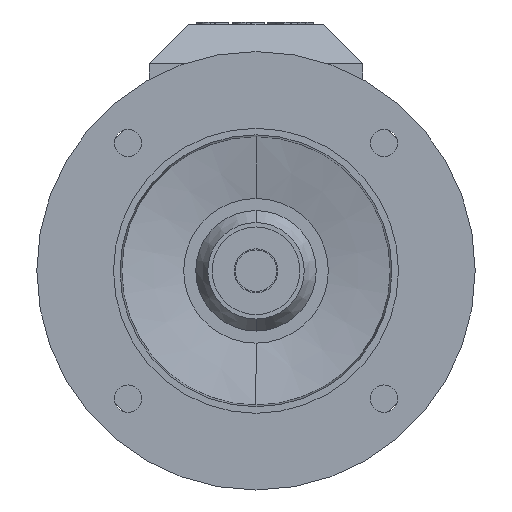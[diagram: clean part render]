
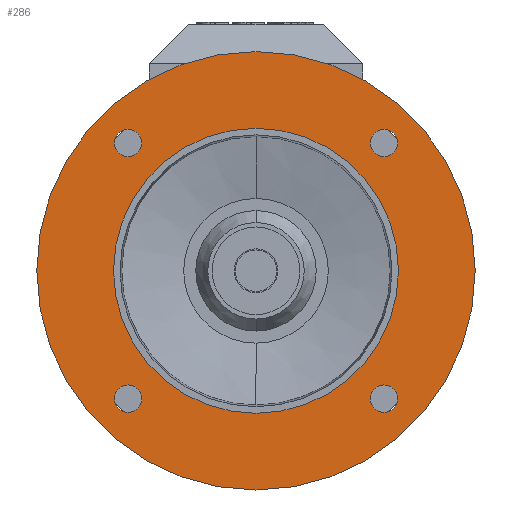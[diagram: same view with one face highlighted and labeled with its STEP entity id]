
A CAD part, front view. The second image highlights one B-rep face of the part: STEP entity #286.
In plain terms, the highlighted planar face has unit normal (0, -1, 0).
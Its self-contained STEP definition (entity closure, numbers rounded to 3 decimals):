
#68=PLANE('',#2950);
#187=FACE_BOUND('',#614,.T.);
#188=FACE_BOUND('',#615,.T.);
#189=FACE_BOUND('',#616,.T.);
#190=FACE_BOUND('',#617,.T.);
#191=FACE_BOUND('',#618,.T.);
#192=FACE_BOUND('',#619,.T.);
#286=ADVANCED_FACE('',(#187,#188,#189,#190,#191,#192),#68,.T.);
#614=EDGE_LOOP('',(#1005,#1006));
#615=EDGE_LOOP('',(#1007,#1008));
#616=EDGE_LOOP('',(#1009,#1010));
#617=EDGE_LOOP('',(#1011,#1012));
#618=EDGE_LOOP('',(#1013,#1014));
#619=EDGE_LOOP('',(#1015,#1016));
#783=CIRCLE('',#2876,65.);
#799=CIRCLE('',#2899,100.);
#800=CIRCLE('',#2901,6.25);
#802=CIRCLE('',#2904,6.25);
#804=CIRCLE('',#2907,6.25);
#806=CIRCLE('',#2910,6.25);
#809=CIRCLE('',#2914,6.25);
#811=CIRCLE('',#2917,6.25);
#813=CIRCLE('',#2920,6.25);
#815=CIRCLE('',#2923,6.25);
#816=CIRCLE('',#2925,100.);
#828=CIRCLE('',#2948,65.);
#1005=ORIENTED_EDGE('',*,*,#1974,.F.);
#1006=ORIENTED_EDGE('',*,*,#1949,.F.);
#1007=ORIENTED_EDGE('',*,*,#1967,.T.);
#1008=ORIENTED_EDGE('',*,*,#1963,.T.);
#1009=ORIENTED_EDGE('',*,*,#1969,.T.);
#1010=ORIENTED_EDGE('',*,*,#1959,.T.);
#1011=ORIENTED_EDGE('',*,*,#1971,.T.);
#1012=ORIENTED_EDGE('',*,*,#1955,.T.);
#1013=ORIENTED_EDGE('',*,*,#1973,.T.);
#1014=ORIENTED_EDGE('',*,*,#1951,.T.);
#1015=ORIENTED_EDGE('',*,*,#1986,.T.);
#1016=ORIENTED_EDGE('',*,*,#1920,.T.);
#1663=VERTEX_POINT('',#3922);
#1665=VERTEX_POINT('',#3925);
#1687=VERTEX_POINT('',#3980);
#1689=VERTEX_POINT('',#3984);
#1690=VERTEX_POINT('',#3988);
#1692=VERTEX_POINT('',#3991);
#1695=VERTEX_POINT('',#3998);
#1696=VERTEX_POINT('',#4000);
#1699=VERTEX_POINT('',#4007);
#1700=VERTEX_POINT('',#4009);
#1702=VERTEX_POINT('',#4015);
#1704=VERTEX_POINT('',#4018);
#1920=EDGE_CURVE('',#1665,#1663,#783,.T.);
#1949=EDGE_CURVE('',#1689,#1687,#799,.T.);
#1951=EDGE_CURVE('',#1692,#1690,#800,.T.);
#1955=EDGE_CURVE('',#1696,#1695,#802,.T.);
#1959=EDGE_CURVE('',#1700,#1699,#804,.T.);
#1963=EDGE_CURVE('',#1704,#1702,#806,.T.);
#1967=EDGE_CURVE('',#1702,#1704,#809,.T.);
#1969=EDGE_CURVE('',#1699,#1700,#811,.T.);
#1971=EDGE_CURVE('',#1695,#1696,#813,.T.);
#1973=EDGE_CURVE('',#1690,#1692,#815,.T.);
#1974=EDGE_CURVE('',#1687,#1689,#816,.T.);
#1986=EDGE_CURVE('',#1663,#1665,#828,.T.);
#2876=AXIS2_PLACEMENT_3D('',#3924,#3157,#3158);
#2899=AXIS2_PLACEMENT_3D('',#3985,#3216,#3217);
#2901=AXIS2_PLACEMENT_3D('',#3990,#3221,#3222);
#2904=AXIS2_PLACEMENT_3D('',#3999,#3229,#3230);
#2907=AXIS2_PLACEMENT_3D('',#4008,#3237,#3238);
#2910=AXIS2_PLACEMENT_3D('',#4017,#3245,#3246);
#2914=AXIS2_PLACEMENT_3D('',#4024,#3254,#3255);
#2917=AXIS2_PLACEMENT_3D('',#4027,#3260,#3261);
#2920=AXIS2_PLACEMENT_3D('',#4030,#3266,#3267);
#2923=AXIS2_PLACEMENT_3D('',#4033,#3272,#3273);
#2925=AXIS2_PLACEMENT_3D('',#4035,#3276,#3277);
#2948=AXIS2_PLACEMENT_3D('',#4058,#3322,#3323);
#2950=AXIS2_PLACEMENT_3D('',#4060,#3326,#3327);
#3157=DIRECTION('',(0.,1.,0.));
#3158=DIRECTION('',(0.,0.,1.));
#3216=DIRECTION('',(0.,1.,0.));
#3217=DIRECTION('',(0.,0.,1.));
#3221=DIRECTION('',(0.,1.,0.));
#3222=DIRECTION('',(1.,0.,0.));
#3229=DIRECTION('',(0.,1.,0.));
#3230=DIRECTION('',(0.,0.,-1.));
#3237=DIRECTION('',(0.,1.,0.));
#3238=DIRECTION('',(-1.,0.,0.));
#3245=DIRECTION('',(0.,1.,0.));
#3246=DIRECTION('',(0.,0.,1.));
#3254=DIRECTION('',(0.,1.,0.));
#3255=DIRECTION('',(0.,0.,1.));
#3260=DIRECTION('',(0.,1.,0.));
#3261=DIRECTION('',(-1.,0.,0.));
#3266=DIRECTION('',(0.,1.,0.));
#3267=DIRECTION('',(0.,0.,-1.));
#3272=DIRECTION('',(0.,1.,0.));
#3273=DIRECTION('',(1.,0.,0.));
#3276=DIRECTION('',(0.,1.,0.));
#3277=DIRECTION('',(0.,0.,1.));
#3322=DIRECTION('',(0.,1.,0.));
#3323=DIRECTION('',(0.,0.,1.));
#3326=DIRECTION('',(0.,-1.,0.));
#3327=DIRECTION('',(0.,0.,1.));
#3922=CARTESIAN_POINT('',(0.,-195.,65.));
#3924=CARTESIAN_POINT('',(0.,-195.,0.));
#3925=CARTESIAN_POINT('',(0.,-195.,-65.));
#3980=CARTESIAN_POINT('',(0.,-195.,100.));
#3984=CARTESIAN_POINT('',(0.,-195.,-100.));
#3985=CARTESIAN_POINT('',(0.,-195.,0.));
#3988=CARTESIAN_POINT('',(64.586,-195.,58.336));
#3990=CARTESIAN_POINT('',(58.336,-195.,58.336));
#3991=CARTESIAN_POINT('',(52.086,-195.,58.336));
#3998=CARTESIAN_POINT('',(58.336,-195.,-64.586));
#3999=CARTESIAN_POINT('',(58.336,-195.,-58.336));
#4000=CARTESIAN_POINT('',(58.336,-195.,-52.086));
#4007=CARTESIAN_POINT('',(-64.586,-195.,-58.336));
#4008=CARTESIAN_POINT('',(-58.336,-195.,-58.336));
#4009=CARTESIAN_POINT('',(-52.086,-195.,-58.336));
#4015=CARTESIAN_POINT('',(-58.336,-195.,64.586));
#4017=CARTESIAN_POINT('',(-58.336,-195.,58.336));
#4018=CARTESIAN_POINT('',(-58.336,-195.,52.086));
#4024=CARTESIAN_POINT('',(-58.336,-195.,58.336));
#4027=CARTESIAN_POINT('',(-58.336,-195.,-58.336));
#4030=CARTESIAN_POINT('',(58.336,-195.,-58.336));
#4033=CARTESIAN_POINT('',(58.336,-195.,58.336));
#4035=CARTESIAN_POINT('',(0.,-195.,0.));
#4058=CARTESIAN_POINT('',(0.,-195.,0.));
#4060=CARTESIAN_POINT('',(0.,-195.,82.5));
